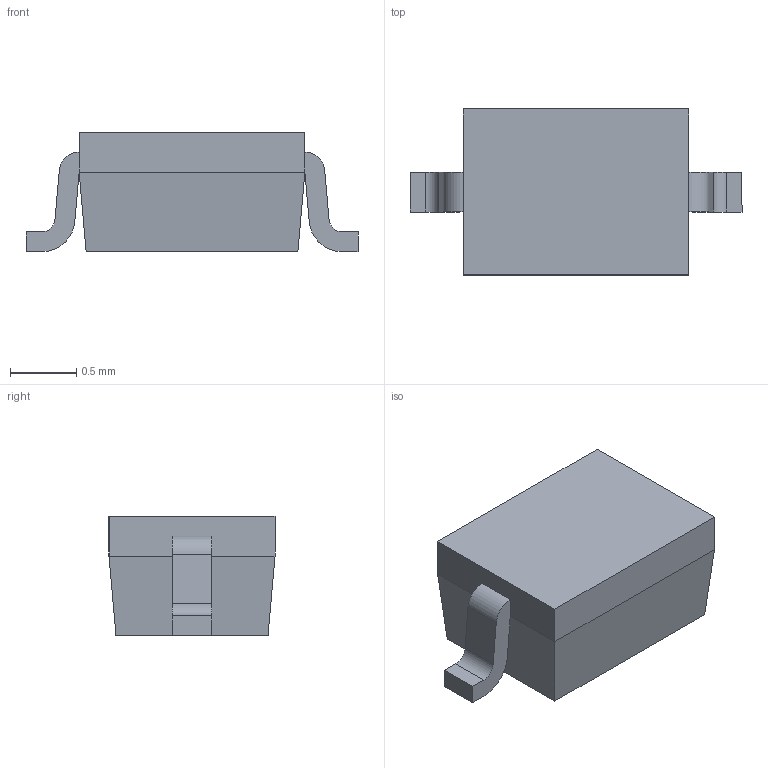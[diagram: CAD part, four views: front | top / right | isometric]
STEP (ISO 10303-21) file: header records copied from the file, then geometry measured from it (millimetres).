
FILE_DESCRIPTION(('STEP AP214'),'1');
FILE_NAME('USC-ZKN_rotated.stp','2018-09-13T04:11:27',(' '),(' '),'Spatial InterOp 3D',' ',' ');
FILE_SCHEMA(('AUTOMOTIVE_DESIGN { 1 0 10303 214 1 1 1 1 }'));
Length unit declared in the file: metre
Products named in the file (5): Component4; Component3; Component2; Component1; USC-ZKN_rotated
Assembly tree (4 placements, depth 3):
  USC-ZKN_rotated
    Component4
      Component3
      Component2
      Component1
Bounding box: 2.5 x 1.25 x 0.9 mm (x, y, z)
Volume: 1.9 mm3; surface area: 10.9 mm2
Topology: 3 solids, 3 shells, 32 faces, 74 edges, 48 vertices
Faces by surface type: plane 26, cylinder 6
Entity records: 1294 total; most frequent: DIRECTION 162, CARTESIAN_POINT 160, ORIENTED_EDGE 148, EDGE_CURVE 74, LINE 62, VECTOR 62, AXIS2_PLACEMENT_3D 50, VERTEX_POINT 48
